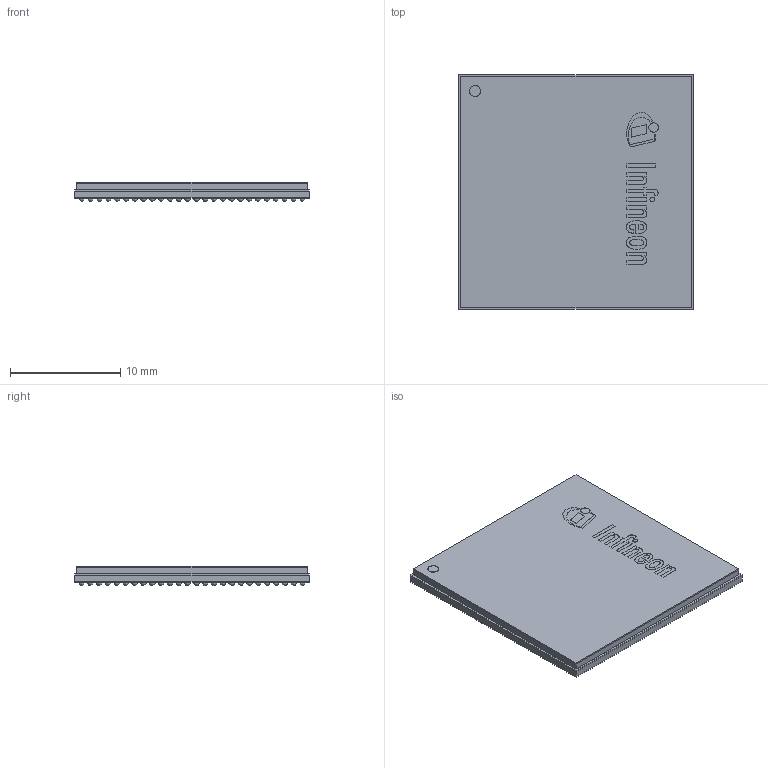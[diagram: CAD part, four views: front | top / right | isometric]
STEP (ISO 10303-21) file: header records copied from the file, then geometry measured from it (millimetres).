
FILE_DESCRIPTION(/* description */ (''),/* implementation_level */ '2;1');
FILE_NAME(/* name */ 'PG-FHBGA-436-1_Z8B00210214_V02_3D.stp',/* time_stamp */ '2022-04-21T14:36:43+05:00',/* author */ ('janartha'),/* organization */ (''),/* preprocessor_version */ 'ST-DEVELOPER v16.13',/* originating_system */ 'AutoCAD Mechanical',/* authorisation */ '');
FILE_SCHEMA (('AUTOMOTIVE_DESIGN { 1 0 10303 214 3 1 1 }'));
Length unit declared in the file: millimetre
Products named in the file (1): Product
Bounding box: 21.3 x 21.3 x 1.75 mm (x, y, z)
Volume: 649.3 mm3; surface area: 4044.8 mm2
Topology: 454 solids, 454 shells, 1024 faces, 2086 edges, 1536 vertices
Faces by surface type: plane 564, sphere 436, bspline 18, cylinder 6
Full cylindrical faces by diameter (mm): 0.428 x1, 0.857 x1, 1 x2
Entity records: 17039 total; most frequent: DIRECTION 3200, CARTESIAN_POINT 2837, ORIENTED_EDGE 1548, AXIS2_PLACEMENT_3D 1455, EDGE_LOOP 1034, FACE_OUTER_BOUND 1024, ADVANCED_FACE 1024, EDGE_CURVE 774
